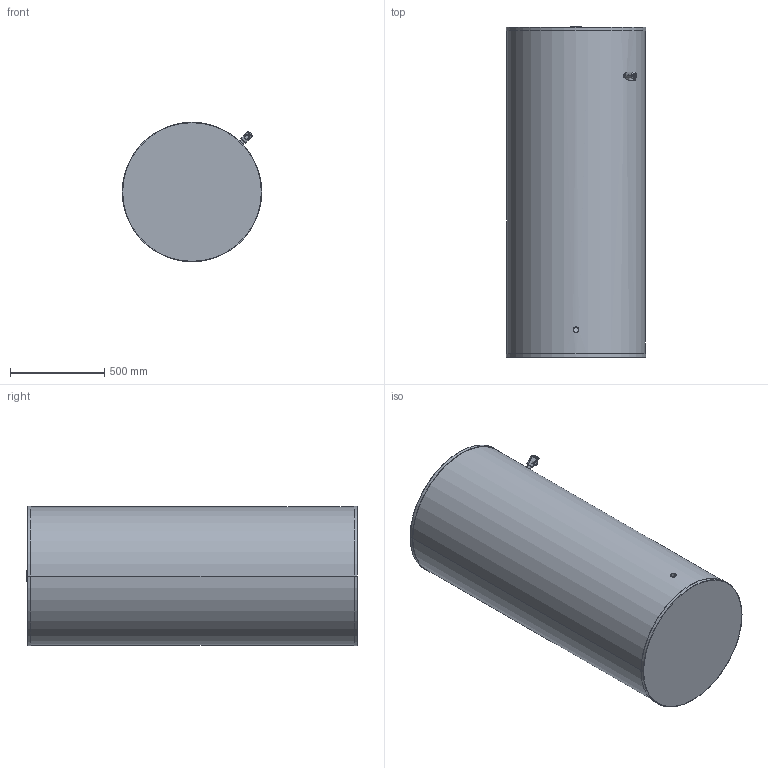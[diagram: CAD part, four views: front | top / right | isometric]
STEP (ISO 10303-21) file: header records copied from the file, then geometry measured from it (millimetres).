
FILE_DESCRIPTION (( 'STEP AP203' ), '1' );
FILE_NAME ('J120 Cust.STEP', '2023-10-07T03:49:09', ( '' ), ( '' ), 'SwSTEP 2.0', 'SolidWorks 2020', '' );
FILE_SCHEMA (( 'CONFIG_CONTROL_DESIGN' ));
Length unit declared in the file: inch
Products named in the file (1): J120 Cust
Bounding box: 741.68 x 1757.68 x 741.68 mm (x, y, z)
Volume: 295908521.2 mm3; surface area: 15740118.5 mm2
Topology: 14 solids, 14 shells, 310 faces, 928 edges, 563 vertices
Faces by surface type: cylinder 252, plane 32, torus 14, sphere 12
Entity records: 23146 total; most frequent: CARTESIAN_POINT 15149, ORIENTED_EDGE 1856, DIRECTION 1288, EDGE_CURVE 928, VERTEX_POINT 563, AXIS2_PLACEMENT_3D 469, EDGE_LOOP 443, B_SPLINE_CURVE_WITH_KNOTS 420
